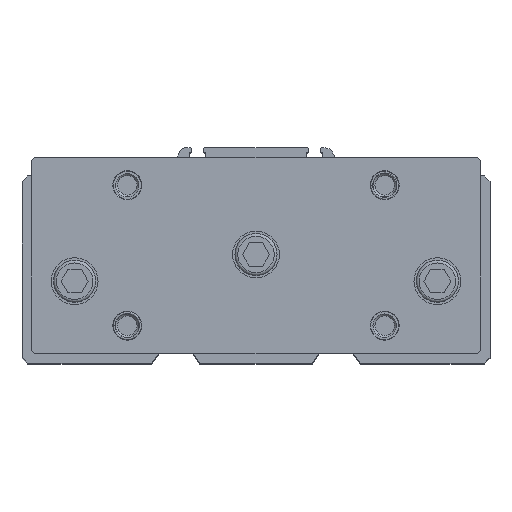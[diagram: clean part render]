
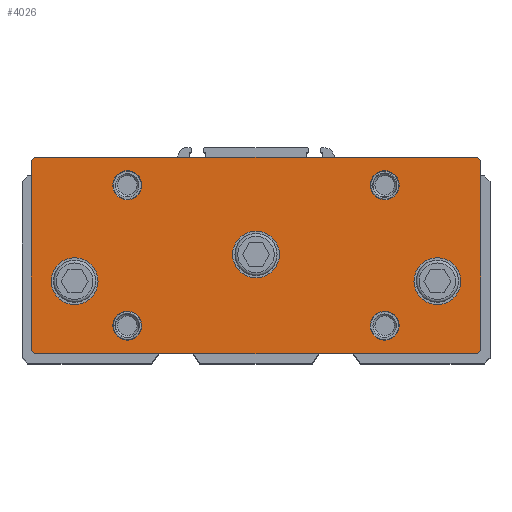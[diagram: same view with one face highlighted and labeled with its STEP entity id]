
A CAD part, top view. The second image highlights one B-rep face of the part: STEP entity #4026.
In plain terms, the highlighted face is planar.
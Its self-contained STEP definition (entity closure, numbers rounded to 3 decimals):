
#359=LINE('',#6862,#607);
#363=LINE('',#6871,#611);
#366=LINE('',#6877,#614);
#369=LINE('',#6883,#617);
#372=LINE('',#6889,#620);
#375=LINE('',#6895,#623);
#378=LINE('',#6901,#626);
#381=LINE('',#6907,#629);
#607=VECTOR('',#5665,1000.);
#611=VECTOR('',#5671,1000.);
#614=VECTOR('',#5676,1000.);
#617=VECTOR('',#5681,1000.);
#620=VECTOR('',#5686,1000.);
#623=VECTOR('',#5691,1000.);
#626=VECTOR('',#5696,1000.);
#629=VECTOR('',#5701,1000.);
#1335=ORIENTED_EDGE('',*,*,#2012,.F.);
#1336=ORIENTED_EDGE('',*,*,#2013,.F.);
#1337=ORIENTED_EDGE('',*,*,#2014,.F.);
#1338=ORIENTED_EDGE('',*,*,#2015,.F.);
#1339=ORIENTED_EDGE('',*,*,#2016,.F.);
#1340=ORIENTED_EDGE('',*,*,#2017,.F.);
#1341=ORIENTED_EDGE('',*,*,#2018,.F.);
#1342=ORIENTED_EDGE('',*,*,#1981,.T.);
#1343=ORIENTED_EDGE('',*,*,#1985,.T.);
#1344=ORIENTED_EDGE('',*,*,#1988,.T.);
#1345=ORIENTED_EDGE('',*,*,#1991,.T.);
#1346=ORIENTED_EDGE('',*,*,#1994,.T.);
#1347=ORIENTED_EDGE('',*,*,#1997,.T.);
#1348=ORIENTED_EDGE('',*,*,#2000,.T.);
#1349=ORIENTED_EDGE('',*,*,#2003,.T.);
#1981=EDGE_CURVE('',#2421,#2422,#359,.T.);
#1985=EDGE_CURVE('',#2422,#2425,#363,.T.);
#1988=EDGE_CURVE('',#2425,#2427,#366,.T.);
#1991=EDGE_CURVE('',#2427,#2429,#369,.T.);
#1994=EDGE_CURVE('',#2429,#2431,#372,.T.);
#1997=EDGE_CURVE('',#2431,#2433,#375,.T.);
#2000=EDGE_CURVE('',#2433,#2435,#378,.T.);
#2003=EDGE_CURVE('',#2435,#2421,#381,.T.);
#2012=EDGE_CURVE('',#2442,#2442,#2727,.T.);
#2013=EDGE_CURVE('',#2443,#2443,#2728,.T.);
#2014=EDGE_CURVE('',#2444,#2444,#2729,.T.);
#2015=EDGE_CURVE('',#2445,#2445,#2730,.T.);
#2016=EDGE_CURVE('',#2446,#2446,#2731,.T.);
#2017=EDGE_CURVE('',#2447,#2447,#2732,.T.);
#2018=EDGE_CURVE('',#2448,#2448,#2733,.T.);
#2421=VERTEX_POINT('',#6863);
#2422=VERTEX_POINT('',#6864);
#2425=VERTEX_POINT('',#6872);
#2427=VERTEX_POINT('',#6878);
#2429=VERTEX_POINT('',#6884);
#2431=VERTEX_POINT('',#6890);
#2433=VERTEX_POINT('',#6896);
#2435=VERTEX_POINT('',#6902);
#2442=VERTEX_POINT('',#6924);
#2443=VERTEX_POINT('',#6926);
#2444=VERTEX_POINT('',#6928);
#2445=VERTEX_POINT('',#6930);
#2446=VERTEX_POINT('',#6932);
#2447=VERTEX_POINT('',#6934);
#2448=VERTEX_POINT('',#6936);
#2727=CIRCLE('',#4717,10.);
#2728=CIRCLE('',#4718,10.);
#2729=CIRCLE('',#4719,10.);
#2730=CIRCLE('',#4720,6.2);
#2731=CIRCLE('',#4721,6.2);
#2732=CIRCLE('',#4722,6.2);
#2733=CIRCLE('',#4723,6.2);
#3089=EDGE_LOOP('',(#1335));
#3090=EDGE_LOOP('',(#1336));
#3091=EDGE_LOOP('',(#1337));
#3092=EDGE_LOOP('',(#1338));
#3093=EDGE_LOOP('',(#1339));
#3094=EDGE_LOOP('',(#1340));
#3095=EDGE_LOOP('',(#1341));
#3096=EDGE_LOOP('',(#1342,#1343,#1344,#1345,#1346,#1347,#1348,#1349));
#3559=FACE_BOUND('',#3089,.T.);
#3560=FACE_BOUND('',#3090,.T.);
#3561=FACE_BOUND('',#3091,.T.);
#3562=FACE_BOUND('',#3092,.T.);
#3563=FACE_BOUND('',#3093,.T.);
#3564=FACE_BOUND('',#3094,.T.);
#3565=FACE_BOUND('',#3095,.T.);
#3566=FACE_BOUND('',#3096,.T.);
#3800=PLANE('',#4716);
#4026=ADVANCED_FACE('',(#3559,#3560,#3561,#3562,#3563,#3564,#3565,#3566),
#3800,.T.);
#4716=AXIS2_PLACEMENT_3D('',#6922,#5717,#5718);
#4717=AXIS2_PLACEMENT_3D('',#6923,#5719,#5720);
#4718=AXIS2_PLACEMENT_3D('',#6925,#5721,#5722);
#4719=AXIS2_PLACEMENT_3D('',#6927,#5723,#5724);
#4720=AXIS2_PLACEMENT_3D('',#6929,#5725,#5726);
#4721=AXIS2_PLACEMENT_3D('',#6931,#5727,#5728);
#4722=AXIS2_PLACEMENT_3D('',#6933,#5729,#5730);
#4723=AXIS2_PLACEMENT_3D('',#6935,#5731,#5732);
#5665=DIRECTION('',(0.,-1.,0.));
#5671=DIRECTION('',(0.,-0.707,-0.707));
#5676=DIRECTION('',(0.,0.,-1.));
#5681=DIRECTION('',(0.,0.707,-0.707));
#5686=DIRECTION('',(0.,1.,0.));
#5691=DIRECTION('',(0.,0.707,0.707));
#5696=DIRECTION('',(0.,0.,1.));
#5701=DIRECTION('',(0.,-0.707,0.707));
#5717=DIRECTION('',(1.,0.,0.));
#5718=DIRECTION('',(0.,0.,-1.));
#5719=DIRECTION('',(1.,0.,0.));
#5720=DIRECTION('',(0.,0.,-1.));
#5721=DIRECTION('',(1.,0.,0.));
#5722=DIRECTION('',(0.,0.,-1.));
#5723=DIRECTION('',(1.,0.,0.));
#5724=DIRECTION('',(0.,0.,-1.));
#5725=DIRECTION('',(1.,0.,0.));
#5726=DIRECTION('',(0.,0.,-1.));
#5727=DIRECTION('',(1.,0.,0.));
#5728=DIRECTION('',(0.,0.,-1.));
#5729=DIRECTION('',(1.,0.,0.));
#5730=DIRECTION('',(0.,0.,-1.));
#5731=DIRECTION('',(1.,0.,0.));
#5732=DIRECTION('',(0.,0.,-1.));
#6862=CARTESIAN_POINT('',(23.,40.5,96.));
#6863=CARTESIAN_POINT('',(23.,40.5,96.));
#6864=CARTESIAN_POINT('',(23.,-40.5,96.));
#6871=CARTESIAN_POINT('',(23.,-40.5,96.));
#6872=CARTESIAN_POINT('',(23.,-42.,94.5));
#6877=CARTESIAN_POINT('',(23.,-42.,94.5));
#6878=CARTESIAN_POINT('',(23.,-42.,-94.5));
#6883=CARTESIAN_POINT('',(23.,-42.,-94.5));
#6884=CARTESIAN_POINT('',(23.,-40.5,-96.));
#6889=CARTESIAN_POINT('',(23.,-40.5,-96.));
#6890=CARTESIAN_POINT('',(23.,40.5,-96.));
#6895=CARTESIAN_POINT('',(23.,40.5,-96.));
#6896=CARTESIAN_POINT('',(23.,42.,-94.5));
#6901=CARTESIAN_POINT('',(23.,42.,-94.5));
#6902=CARTESIAN_POINT('',(23.,42.,94.5));
#6907=CARTESIAN_POINT('',(23.,42.,94.5));
#6922=CARTESIAN_POINT('',(23.,0.,0.));
#6923=CARTESIAN_POINT('',(23.,-11.,77.5));
#6924=CARTESIAN_POINT('',(23.,-11.,67.5));
#6925=CARTESIAN_POINT('',(23.,-11.,-77.5));
#6926=CARTESIAN_POINT('',(23.,-11.,-87.5));
#6927=CARTESIAN_POINT('',(23.,0.4,0.));
#6928=CARTESIAN_POINT('',(23.,0.4,-10.));
#6929=CARTESIAN_POINT('',(23.,30.,55.));
#6930=CARTESIAN_POINT('',(23.,30.,48.8));
#6931=CARTESIAN_POINT('',(23.,30.,-55.));
#6932=CARTESIAN_POINT('',(23.,30.,-61.2));
#6933=CARTESIAN_POINT('',(23.,-30.,55.));
#6934=CARTESIAN_POINT('',(23.,-30.,48.8));
#6935=CARTESIAN_POINT('',(23.,-30.,-55.));
#6936=CARTESIAN_POINT('',(23.,-30.,-61.2));
